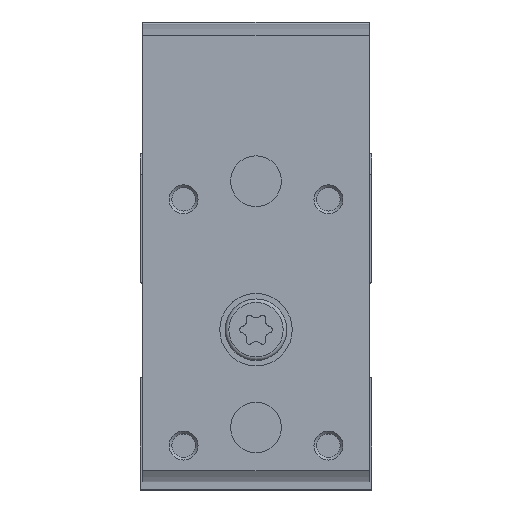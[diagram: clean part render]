
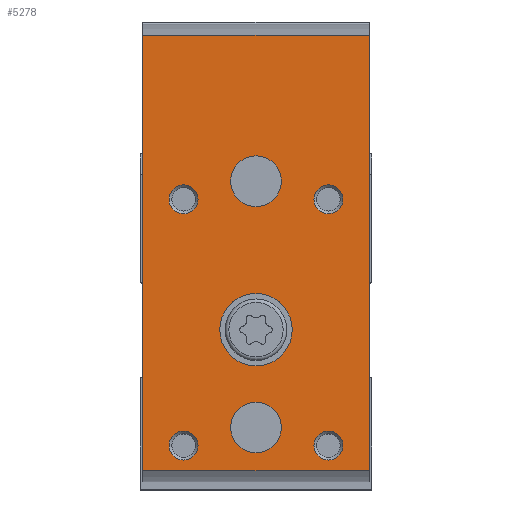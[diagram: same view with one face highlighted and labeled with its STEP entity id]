
A CAD part, top view. The second image highlights one B-rep face of the part: STEP entity #5278.
In plain terms, the highlighted planar face has unit normal (0, 0, 1).
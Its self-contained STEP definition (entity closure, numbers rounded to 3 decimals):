
#201=PLANE('',#6820);
#431=CIRCLE('',#6821,5.);
#432=CIRCLE('',#6822,3.5);
#433=CIRCLE('',#6823,3.5);
#434=CIRCLE('',#6824,2.);
#435=CIRCLE('',#6825,2.);
#436=CIRCLE('',#6826,2.);
#437=CIRCLE('',#6827,2.);
#1462=ORIENTED_EDGE('',*,*,#2434,.T.);
#1463=ORIENTED_EDGE('',*,*,#2435,.T.);
#1464=ORIENTED_EDGE('',*,*,#2436,.T.);
#1465=ORIENTED_EDGE('',*,*,#2437,.F.);
#1466=ORIENTED_EDGE('',*,*,#2438,.F.);
#1467=ORIENTED_EDGE('',*,*,#2439,.F.);
#1468=ORIENTED_EDGE('',*,*,#2440,.F.);
#1469=ORIENTED_EDGE('',*,*,#2441,.T.);
#1470=ORIENTED_EDGE('',*,*,#2442,.F.);
#1471=ORIENTED_EDGE('',*,*,#2443,.F.);
#1472=ORIENTED_EDGE('',*,*,#2444,.T.);
#2434=EDGE_CURVE('',#3019,#3019,#431,.T.);
#2435=EDGE_CURVE('',#3020,#3020,#432,.T.);
#2436=EDGE_CURVE('',#3021,#3021,#433,.T.);
#2437=EDGE_CURVE('',#3022,#3022,#434,.T.);
#2438=EDGE_CURVE('',#3023,#3023,#435,.T.);
#2439=EDGE_CURVE('',#3024,#3024,#436,.T.);
#2440=EDGE_CURVE('',#3025,#3025,#437,.T.);
#2441=EDGE_CURVE('',#3026,#3027,#3463,.T.);
#2442=EDGE_CURVE('',#3028,#3027,#3464,.T.);
#2443=EDGE_CURVE('',#3029,#3028,#3465,.T.);
#2444=EDGE_CURVE('',#3029,#3026,#3466,.T.);
#3019=VERTEX_POINT('',#9848);
#3020=VERTEX_POINT('',#9850);
#3021=VERTEX_POINT('',#9852);
#3022=VERTEX_POINT('',#9854);
#3023=VERTEX_POINT('',#9856);
#3024=VERTEX_POINT('',#9858);
#3025=VERTEX_POINT('',#9860);
#3026=VERTEX_POINT('',#9862);
#3027=VERTEX_POINT('',#9863);
#3028=VERTEX_POINT('',#9865);
#3029=VERTEX_POINT('',#9867);
#3463=LINE('',#9861,#3848);
#3464=LINE('',#9864,#3849);
#3465=LINE('',#9866,#3850);
#3466=LINE('',#9868,#3851);
#3848=VECTOR('',#8170,1000.);
#3849=VECTOR('',#8171,1000.);
#3850=VECTOR('',#8172,1000.);
#3851=VECTOR('',#8173,1000.);
#4236=EDGE_LOOP('',(#1462));
#4237=EDGE_LOOP('',(#1463));
#4238=EDGE_LOOP('',(#1464));
#4239=EDGE_LOOP('',(#1465));
#4240=EDGE_LOOP('',(#1466));
#4241=EDGE_LOOP('',(#1467));
#4242=EDGE_LOOP('',(#1468));
#4243=EDGE_LOOP('',(#1469,#1470,#1471,#1472));
#4745=FACE_BOUND('',#4236,.T.);
#4746=FACE_BOUND('',#4237,.T.);
#4747=FACE_BOUND('',#4238,.T.);
#4748=FACE_BOUND('',#4239,.T.);
#4749=FACE_BOUND('',#4240,.T.);
#4750=FACE_BOUND('',#4241,.T.);
#4751=FACE_BOUND('',#4242,.T.);
#4752=FACE_BOUND('',#4243,.T.);
#5278=ADVANCED_FACE('',(#4745,#4746,#4747,#4748,#4749,#4750,#4751,#4752),
#201,.F.);
#6820=AXIS2_PLACEMENT_3D('',#9846,#8154,#8155);
#6821=AXIS2_PLACEMENT_3D('',#9847,#8156,#8157);
#6822=AXIS2_PLACEMENT_3D('',#9849,#8158,#8159);
#6823=AXIS2_PLACEMENT_3D('',#9851,#8160,#8161);
#6824=AXIS2_PLACEMENT_3D('',#9853,#8162,#8163);
#6825=AXIS2_PLACEMENT_3D('',#9855,#8164,#8165);
#6826=AXIS2_PLACEMENT_3D('',#9857,#8166,#8167);
#6827=AXIS2_PLACEMENT_3D('',#9859,#8168,#8169);
#8154=DIRECTION('',(0.,0.,-1.));
#8155=DIRECTION('',(-1.,0.,0.));
#8156=DIRECTION('',(0.,0.,-1.));
#8157=DIRECTION('',(-1.,0.,0.));
#8158=DIRECTION('',(0.,0.,-1.));
#8159=DIRECTION('',(-1.,0.,0.));
#8160=DIRECTION('',(0.,0.,-1.));
#8161=DIRECTION('',(-1.,0.,0.));
#8162=DIRECTION('',(0.,0.,1.));
#8163=DIRECTION('',(1.,0.,0.));
#8164=DIRECTION('',(0.,0.,1.));
#8165=DIRECTION('',(1.,0.,0.));
#8166=DIRECTION('',(0.,0.,1.));
#8167=DIRECTION('',(1.,0.,0.));
#8168=DIRECTION('',(0.,0.,1.));
#8169=DIRECTION('',(1.,0.,0.));
#8170=DIRECTION('',(0.,-1.,0.));
#8171=DIRECTION('',(-1.,0.,0.));
#8172=DIRECTION('',(0.,-1.,0.));
#8173=DIRECTION('',(-1.,0.,0.));
#9846=CARTESIAN_POINT('',(15.65,63.5,0.));
#9847=CARTESIAN_POINT('',(0.,21.,0.));
#9848=CARTESIAN_POINT('',(-5.,21.,0.));
#9849=CARTESIAN_POINT('',(0.,7.5,0.));
#9850=CARTESIAN_POINT('',(-3.5,7.5,0.));
#9851=CARTESIAN_POINT('',(0.,41.5,0.));
#9852=CARTESIAN_POINT('',(-3.5,41.5,0.));
#9853=CARTESIAN_POINT('',(-10.,39.,0.));
#9854=CARTESIAN_POINT('',(-8.,39.,0.));
#9855=CARTESIAN_POINT('',(10.,39.,0.));
#9856=CARTESIAN_POINT('',(12.,39.,0.));
#9857=CARTESIAN_POINT('',(-10.,5.,0.));
#9858=CARTESIAN_POINT('',(-8.,5.,0.));
#9859=CARTESIAN_POINT('',(10.,5.,0.));
#9860=CARTESIAN_POINT('',(12.,5.,0.));
#9861=CARTESIAN_POINT('',(-15.65,63.5,0.));
#9862=CARTESIAN_POINT('',(-15.65,61.656,0.));
#9863=CARTESIAN_POINT('',(-15.65,1.544,0.));
#9864=CARTESIAN_POINT('',(15.65,1.544,0.));
#9865=CARTESIAN_POINT('',(15.65,1.544,0.));
#9866=CARTESIAN_POINT('',(15.65,63.5,0.));
#9867=CARTESIAN_POINT('',(15.65,61.656,0.));
#9868=CARTESIAN_POINT('',(15.65,61.656,0.));
